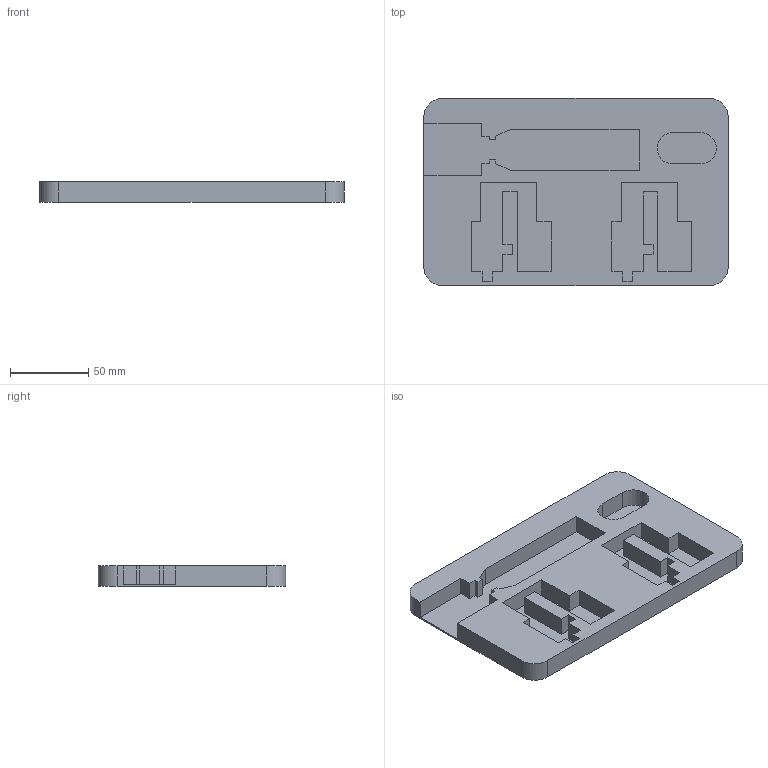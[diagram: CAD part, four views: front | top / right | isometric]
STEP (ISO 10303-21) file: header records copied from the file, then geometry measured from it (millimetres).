
FILE_DESCRIPTION(('FreeCAD Model'),'2;1');
FILE_NAME('notekit-icestick.step','2015-10-21T15:04:32',('Author'),(''), 'Open CASCADE STEP processor 6.8','FreeCAD','Unknown');
FILE_SCHEMA(('AUTOMOTIVE_DESIGN_CC2 { 1 2 10303 214 -1 1 5 4 }'));
Length unit declared in the file: millimetre
Products named in the file (2): ASSEMBLY; Pocket002
Assembly tree (1 placements, depth 2):
  ASSEMBLY
    Pocket002
Bounding box: 195 x 120 x 13 mm (x, y, z)
Volume: 198509.3 mm3; surface area: 67459.9 mm2
Topology: 1 solids, 1 shells, 75 faces, 210 edges, 140 vertices
Faces by surface type: plane 69, cylinder 6
Entity records: 5145 total; most frequent: CARTESIAN_POINT 865, DIRECTION 788, LINE 600, VECTOR 600, ORIENTED_EDGE 420, PCURVE 420, DEFINITIONAL_REPRESENTATION 420, EDGE_CURVE 210
